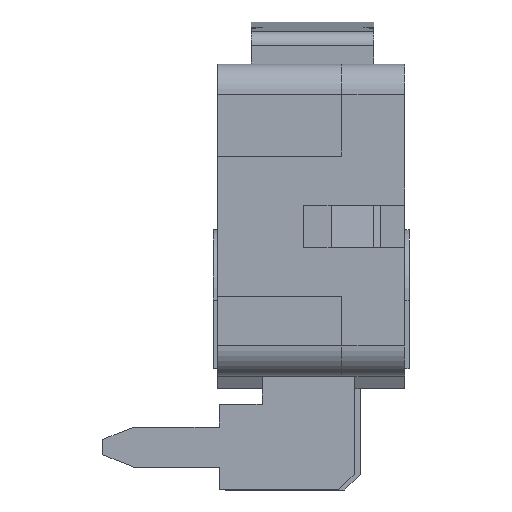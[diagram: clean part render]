
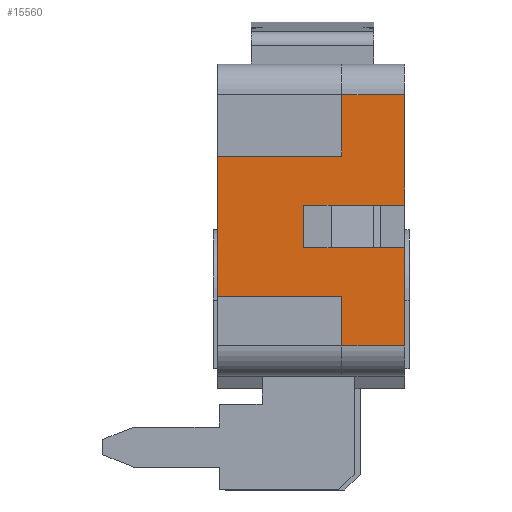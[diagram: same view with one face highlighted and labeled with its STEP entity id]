
A CAD part, left-side view. The second image highlights one B-rep face of the part: STEP entity #15560.
In plain terms, the highlighted planar face has unit normal (-1, 0, 0).
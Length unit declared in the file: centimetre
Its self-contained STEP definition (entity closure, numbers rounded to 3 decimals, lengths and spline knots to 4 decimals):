
#1470=FACE_OUTER_BOUND('',#2337,.T.);
#2337=EDGE_LOOP('',(#12858,#12859,#12860,#12861,#12862,#12863,#12864,#12865,
#12866,#12867,#12868,#12869,#12870,#12871));
#2969=LINE('',#20288,#4688);
#3751=LINE('',#24684,#5470);
#3768=LINE('',#24724,#5487);
#3803=LINE('',#24807,#5522);
#3808=LINE('',#24817,#5527);
#3809=LINE('',#24819,#5528);
#3810=LINE('',#24820,#5529);
#3811=LINE('',#24822,#5530);
#3812=LINE('',#24824,#5531);
#3813=LINE('',#24826,#5532);
#3814=LINE('',#24828,#5533);
#3815=LINE('',#24830,#5534);
#3816=LINE('',#24832,#5535);
#3817=LINE('',#24833,#5536);
#4688=VECTOR('',#17088,1.);
#5470=VECTOR('',#18476,1.);
#5487=VECTOR('',#18501,1.);
#5522=VECTOR('',#18588,1.);
#5527=VECTOR('',#18597,1.);
#5528=VECTOR('',#18598,1.);
#5529=VECTOR('',#18599,1.);
#5530=VECTOR('',#18600,1.);
#5531=VECTOR('',#18601,1.);
#5532=VECTOR('',#18602,1.);
#5533=VECTOR('',#18603,1.);
#5534=VECTOR('',#18604,1.);
#5535=VECTOR('',#18605,1.);
#5536=VECTOR('',#18606,1.);
#6327=VERTEX_POINT('',#20278);
#6331=VERTEX_POINT('',#20286);
#7097=VERTEX_POINT('',#24681);
#7098=VERTEX_POINT('',#24683);
#7117=VERTEX_POINT('',#24722);
#7138=VERTEX_POINT('',#24804);
#7142=VERTEX_POINT('',#24816);
#7143=VERTEX_POINT('',#24818);
#7144=VERTEX_POINT('',#24821);
#7145=VERTEX_POINT('',#24823);
#7146=VERTEX_POINT('',#24825);
#7147=VERTEX_POINT('',#24827);
#7148=VERTEX_POINT('',#24829);
#7149=VERTEX_POINT('',#24831);
#7938=EDGE_CURVE('',#6327,#6331,#2969,.T.);
#9088=EDGE_CURVE('',#7098,#7097,#3751,.T.);
#9109=EDGE_CURVE('',#6331,#7117,#3768,.T.);
#9148=EDGE_CURVE('',#7097,#7138,#3803,.T.);
#9153=EDGE_CURVE('',#7142,#7138,#3808,.T.);
#9154=EDGE_CURVE('',#7142,#7143,#3809,.T.);
#9155=EDGE_CURVE('',#6327,#7143,#3810,.T.);
#9156=EDGE_CURVE('',#7117,#7144,#3811,.T.);
#9157=EDGE_CURVE('',#7145,#7144,#3812,.T.);
#9158=EDGE_CURVE('',#7146,#7145,#3813,.T.);
#9159=EDGE_CURVE('',#7146,#7147,#3814,.T.);
#9160=EDGE_CURVE('',#7148,#7147,#3815,.T.);
#9161=EDGE_CURVE('',#7149,#7148,#3816,.T.);
#9162=EDGE_CURVE('',#7098,#7149,#3817,.T.);
#12858=ORIENTED_EDGE('',*,*,#9148,.T.);
#12859=ORIENTED_EDGE('',*,*,#9153,.F.);
#12860=ORIENTED_EDGE('',*,*,#9154,.T.);
#12861=ORIENTED_EDGE('',*,*,#9155,.F.);
#12862=ORIENTED_EDGE('',*,*,#7938,.T.);
#12863=ORIENTED_EDGE('',*,*,#9109,.T.);
#12864=ORIENTED_EDGE('',*,*,#9156,.T.);
#12865=ORIENTED_EDGE('',*,*,#9157,.F.);
#12866=ORIENTED_EDGE('',*,*,#9158,.F.);
#12867=ORIENTED_EDGE('',*,*,#9159,.T.);
#12868=ORIENTED_EDGE('',*,*,#9160,.F.);
#12869=ORIENTED_EDGE('',*,*,#9161,.F.);
#12870=ORIENTED_EDGE('',*,*,#9162,.F.);
#12871=ORIENTED_EDGE('',*,*,#9088,.T.);
#14829=PLANE('',#16321);
#15560=ADVANCED_FACE('',(#1470),#14829,.T.);
#16321=AXIS2_PLACEMENT_3D('',#24815,#18595,#18596);
#17088=DIRECTION('',(0.,-1.,0.));
#18476=DIRECTION('',(0.,0.,1.));
#18501=DIRECTION('',(0.,0.,1.));
#18588=DIRECTION('',(0.,1.,0.));
#18595=DIRECTION('center_axis',(-1.,0.,0.));
#18596=DIRECTION('ref_axis',(0.,0.,
1.));
#18597=DIRECTION('',(0.,-1.,0.));
#18598=DIRECTION('',(0.,0.,1.));
#18599=DIRECTION('',(0.,1.,0.));
#18600=DIRECTION('',(0.,1.,0.));
#18601=DIRECTION('',(0.,0.,1.));
#18602=DIRECTION('',(0.,-1.,0.));
#18603=DIRECTION('',(0.,0.,-1.));
#18604=DIRECTION('',(0.,1.,0.));
#18605=DIRECTION('',(0.,0.,1.));
#18606=DIRECTION('',(0.,1.,0.));
#20278=CARTESIAN_POINT('',(-0.51,-0.37,0.31));
#20286=CARTESIAN_POINT('',(-0.51,-0.61,0.31));
#20288=CARTESIAN_POINT('',(-0.51,-0.61,0.31));
#24681=CARTESIAN_POINT('',(-0.51,-0.61,0.17));
#24683=CARTESIAN_POINT('',(-0.51,-0.61,-0.15));
#24684=CARTESIAN_POINT('',(-0.51,-0.61,-0.25));
#24722=CARTESIAN_POINT('',(-0.51,-0.61,0.67));
#24724=CARTESIAN_POINT('',(-0.51,-0.61,-0.25));
#24804=CARTESIAN_POINT('',(-0.51,-0.37,0.17));
#24807=CARTESIAN_POINT('',(-0.51,-0.445,0.17));
#24815=CARTESIAN_POINT('Origin',(-0.51,-0.61,
0.77));
#24816=CARTESIAN_POINT('',(-0.51,-0.28,0.17));
#24817=CARTESIAN_POINT('',(-0.51,-0.28,0.17));
#24818=CARTESIAN_POINT('',(-0.51,-0.28,0.31));
#24819=CARTESIAN_POINT('',(-0.51,-0.28,0.24));
#24820=CARTESIAN_POINT('',(-0.51,-0.28,0.31));
#24821=CARTESIAN_POINT('',(-0.51,-0.405,0.67));
#24822=CARTESIAN_POINT('',(-0.51,-0.51,0.67));
#24823=CARTESIAN_POINT('',(-0.51,-0.405,0.47));
#24824=CARTESIAN_POINT('',(-0.51,-0.405,0.77));
#24825=CARTESIAN_POINT('',(-0.51,0.,0.47));
#24826=CARTESIAN_POINT('',(-0.51,-0.2025,0.47));
#24827=CARTESIAN_POINT('',(-0.51,0.,0.01));
#24828=CARTESIAN_POINT('',(-0.51,0.,0.01));
#24829=CARTESIAN_POINT('',(-0.51,-0.405,0.01));
#24830=CARTESIAN_POINT('',(-0.51,0.,0.01));
#24831=CARTESIAN_POINT('',(-0.51,-0.405,-0.15));
#24832=CARTESIAN_POINT('',(-0.51,-0.405,0.77));
#24833=CARTESIAN_POINT('',(-0.51,-0.51,-0.15));
